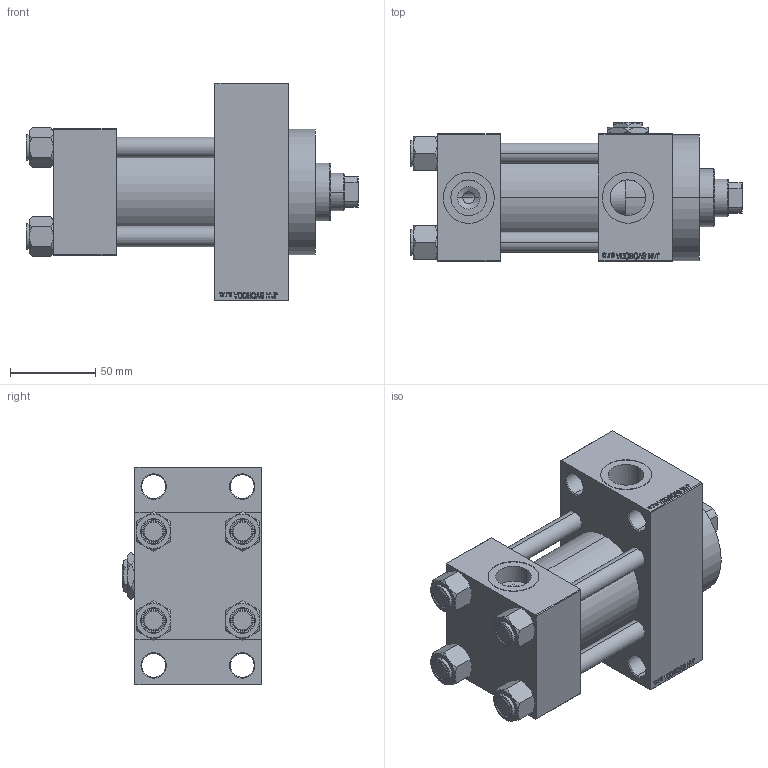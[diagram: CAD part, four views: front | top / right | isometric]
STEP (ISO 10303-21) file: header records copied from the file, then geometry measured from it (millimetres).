
FILE_DESCRIPTION (( 'STEP AP203' ), '1' );
FILE_NAME ('c82c.STEP', '2022-04-17T00:45:35', ( '' ), ( '' ), 'SwSTEP 2.0', 'SolidWorks 2019', '' );
FILE_SCHEMA (( 'CONFIG_CONTROL_DESIGN' ));
Length unit declared in the file: millimetre
Products named in the file (7): V215CD_D_Body 80860bfcc54e66d66dcf34b65541ea69; V215CD_D_TYCINKA 80860bfcc54e66d66dcf34b65541ea69; V215CD_VCP_D 80860bfcc54e66d66dcf34b65541ea69; V215CD_NUT_M5_D 80860bfcc54e66d66dcf34b65541ea69; Zatka_pro_OIL_PORT 80860bfcc54e66d66dcf34b65541ea69; V215CD_VC_A 80860bfcc54e66d66dcf34b65541ea69; c82c
Assembly tree (12 placements, depth 2):
  c82c
    V215CD_D_Body 80860bfcc54e66d66dcf34b65541ea69
    V215CD_VC_A 80860bfcc54e66d66dcf34b65541ea69
    V215CD_VCP_D 80860bfcc54e66d66dcf34b65541ea69
    V215CD_D_TYCINKA 80860bfcc54e66d66dcf34b65541ea69  x4
    V215CD_NUT_M5_D 80860bfcc54e66d66dcf34b65541ea69  x4
    Zatka_pro_OIL_PORT 80860bfcc54e66d66dcf34b65541ea69
Bounding box: 195 x 82 x 128 mm (x, y, z)
Volume: 795063.7 mm3; surface area: 168249.5 mm2
Topology: 12 solids, 12 shells, 1159 faces, 2881 edges, 1861 vertices
Faces by surface type: plane 523, bspline 368, cone 164, cylinder 96, torus 8
Entity records: 49168 total; most frequent: CARTESIAN_POINT 25701, ORIENTED_EDGE 5254, DIRECTION 3431, EDGE_CURVE 2627, VERTEX_POINT 1717, LINE 1549, VECTOR 1549, EDGE_LOOP 1176
